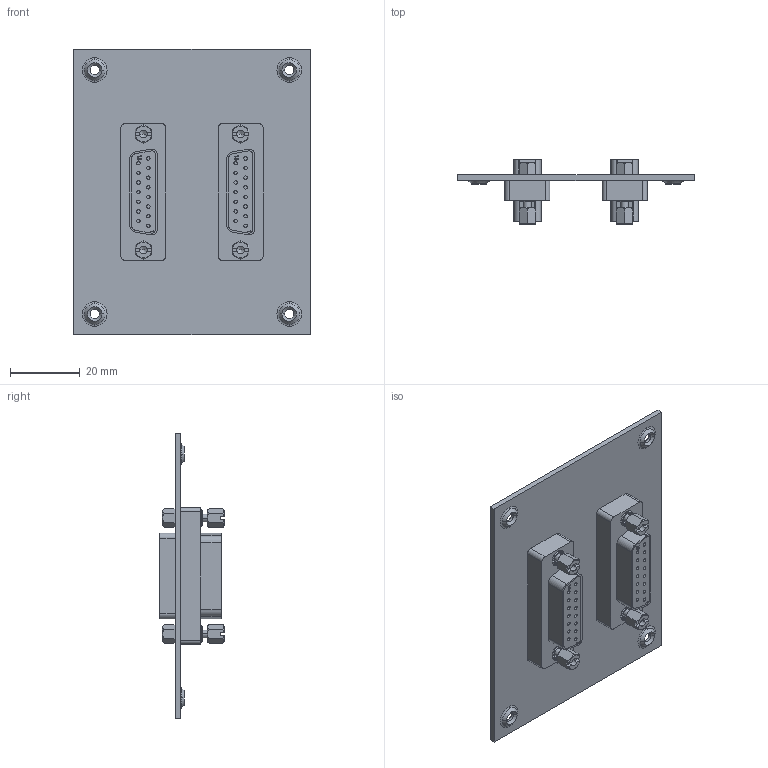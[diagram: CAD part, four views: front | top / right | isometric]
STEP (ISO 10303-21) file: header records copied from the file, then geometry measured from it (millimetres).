
FILE_DESCRIPTION (( 'STEP AP214' ), '1' );
FILE_NAME ('USP2DB15FB.STEP', '2007-11-30T16:08:42', ( ' ' ), ( ' ' ), 'SwSTEP 2.0', 'SolidWorks 2007', '' );
FILE_SCHEMA (( 'AUTOMOTIVE_DESIGN' ));
Length unit declared in the file: inch
Products named in the file (7): 1AR04-003_SM-FLAT-PATTERN; USP2DB15FB; SD15S_Without Mounting Flange and Solder Cups; DGB15F-MA1; DGB15F_.040 PANEL OFFSET; 3AA06-001; 3AA05-002
Assembly tree (10 placements, depth 3):
  USP2DB15FB
    DGB15F_.040 PANEL OFFSET  x2
      DGB15F-MA1
      3AA06-001
      3AA05-002
      SD15S_Without Mounting Flange and Solder Cups
    1AR04-003_SM-FLAT-PATTERN
Bounding box: 68.07 x 18.49 x 82.04 mm (x, y, z)
Volume: 17993.1 mm3; surface area: 19513.3 mm2
Topology: 15 solids, 15 shells, 932 faces, 2198 edges, 1376 vertices
Faces by surface type: plane 346, cylinder 322, cone 152, torus 40, sphere 40, bspline 32
Entity records: 11791 total; most frequent: CARTESIAN_POINT 2292, DIRECTION 1844, ORIENTED_EDGE 1628, EDGE_CURVE 814, AXIS2_PLACEMENT_3D 725, VERTEX_POINT 517, VECTOR 394, LINE 394
